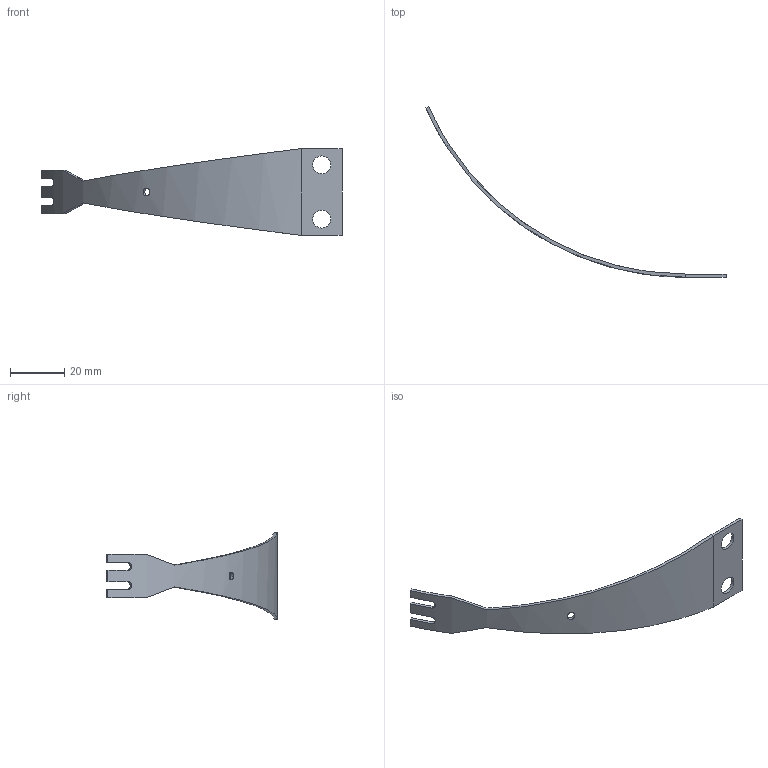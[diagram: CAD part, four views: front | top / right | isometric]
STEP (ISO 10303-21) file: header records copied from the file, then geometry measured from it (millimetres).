
FILE_DESCRIPTION (( 'STEP AP203' ), '1' );
FILE_NAME ('D020615-v3_aLIGO_SUS_HLTS_Lower_Blade.STEP', '2010-10-12T19:09:14', ( ' ' ), ( ' ' ), 'SwSTEP 2.0', 'SolidWorks 2010', '' );
FILE_SCHEMA (( 'CONFIG_CONTROL_DESIGN' ));
Length unit declared in the file: millimetre
Products named in the file (1): D020615-v3_aLIGO_SUS_HLTS_Lower_Blade
Bounding box: 110.51 x 62.83 x 32 mm (x, y, z)
Volume: 3021.3 mm3; surface area: 5641.9 mm2
Topology: 1 solids, 1 shells, 28 faces, 74 edges, 48 vertices
Faces by surface type: plane 14, bspline 8, cylinder 6
Entity records: 1455 total; most frequent: CARTESIAN_POINT 731, ORIENTED_EDGE 148, DIRECTION 108, EDGE_CURVE 74, VERTEX_POINT 48, AXIS2_PLACEMENT_3D 41, EDGE_LOOP 34, B_SPLINE_CURVE_WITH_KNOTS 28
